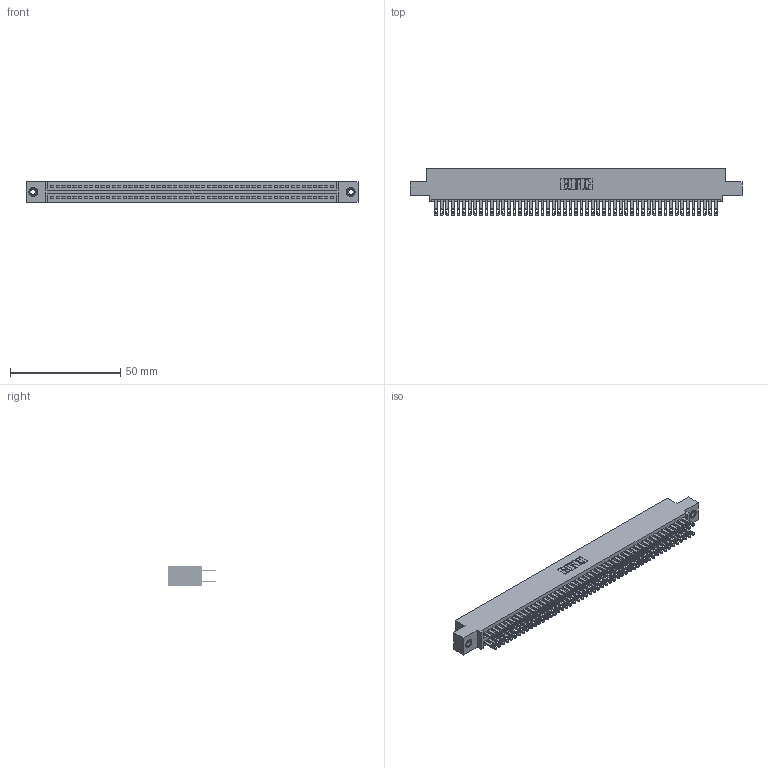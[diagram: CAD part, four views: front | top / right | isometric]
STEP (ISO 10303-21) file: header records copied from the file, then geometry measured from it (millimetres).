
FILE_DESCRIPTION (( 'STEP AP203' ), '1' );
FILE_NAME ('345-102-500-508.STEP', '2018-10-05T18:26:47', ( '' ), ( '' ), 'SwSTEP 2.0', 'SolidWorks 2016', '' );
FILE_SCHEMA (( 'CONFIG_CONTROL_DESIGN' ));
Length unit declared in the file: inch
Products named in the file (4): 345-102-500-508; 345-250-001_345-250-003-102; 345 Part_0.110 Offset - 0.156 Dia-TI; 345-292-001_345-293-100
Assembly tree (105 placements, depth 2):
  345-102-500-508
    345 Part_0.110 Offset - 0.156 Dia-TI
    345-292-001_345-293-100  x102
    345-250-001_345-250-003-102  x2
Bounding box: 150.75 x 21.51 x 9.4 mm (x, y, z)
Volume: 14959.3 mm3; surface area: 23433.2 mm2
Topology: 105 solids, 105 shells, 4882 faces, 14871 edges, 9906 vertices
Faces by surface type: plane 2870, cylinder 1996, cone 12, torus 4
Entity records: 40052 total; most frequent: CARTESIAN_POINT 6687, ORIENTED_EDGE 6614, DIRECTION 5913, EDGE_CURVE 3307, LINE 2947, VECTOR 2947, VERTEX_POINT 2200, AXIS2_PLACEMENT_3D 1483
